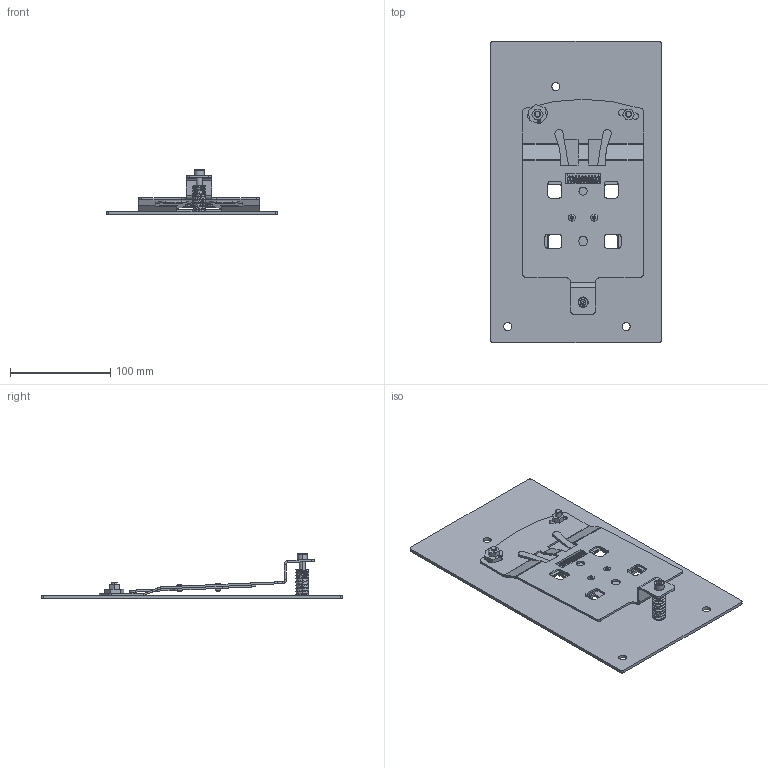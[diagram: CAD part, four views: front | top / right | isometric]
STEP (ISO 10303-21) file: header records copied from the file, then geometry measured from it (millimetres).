
FILE_DESCRIPTION((''),'2;1');
FILE_NAME('DB000921_Y_SPIEGELVERS_MITFAHR_ASM','2008-03-17T',('hkrispin'),(''),'PRO/ENGINEER BY PARAMETRIC TECHNOLOGY CORPORATION, 2006300','PRO/ENGINEER BY PARAMETRIC TECHNOLOGY CORPORATION, 2006300','');
FILE_SCHEMA(('CONFIG_CONTROL_DESIGN'));
Length unit declared in the file: millimetre
Products named in the file (13): DB001632_Y_SPIEGELPL_MITFAHR; DB000923_Y_VERSTELLHALTER; DB000924_EINNIETBUCHSE_M6; DB001440_EINPRESSBOLZEN_M6; DB000901_JUSTIERHIFE; DB001449_MUTTER_M6_D934; DB000898_RIEGEL; DB000903_DRUCKFEDER_RIEGEL; DB000066_DRUCKFEDER; DB001458_SPANNHUELSE_3; DB001451_BLINDNIET_3; DB001459_SHR_M6X22_D912; DB000921_Y_SPIEGELVERS_MITFAHR_ASM
Assembly tree (16 placements, depth 2):
  DB000921_Y_SPIEGELVERS_MITFAHR_ASM
    DB001632_Y_SPIEGELPL_MITFAHR
    DB000923_Y_VERSTELLHALTER
    DB000924_EINNIETBUCHSE_M6
    DB001440_EINPRESSBOLZEN_M6  x2
    DB000901_JUSTIERHIFE
    DB001449_MUTTER_M6_D934  x2
    DB000898_RIEGEL  x2
    DB000903_DRUCKFEDER_RIEGEL
    DB000066_DRUCKFEDER
    DB001458_SPANNHUELSE_3
    DB001451_BLINDNIET_3  x2
    DB001459_SHR_M6X22_D912
Bounding box: 170 x 300 x 44.8 mm (x, y, z)
Volume: 200568.3 mm3; surface area: 163318.7 mm2
Topology: 16 solids, 20 shells, 480 faces, 1190 edges, 753 vertices
Faces by surface type: plane 257, cylinder 171, cone 28, bspline 16, torus 8
Entity records: 19442 total; most frequent: CARTESIAN_POINT 9727, DIRECTION 2037, ORIENTED_EDGE 1896, EDGE_CURVE 953, AXIS2_PLACEMENT_3D 721, VERTEX_POINT 597, VECTOR 595, LINE 595
